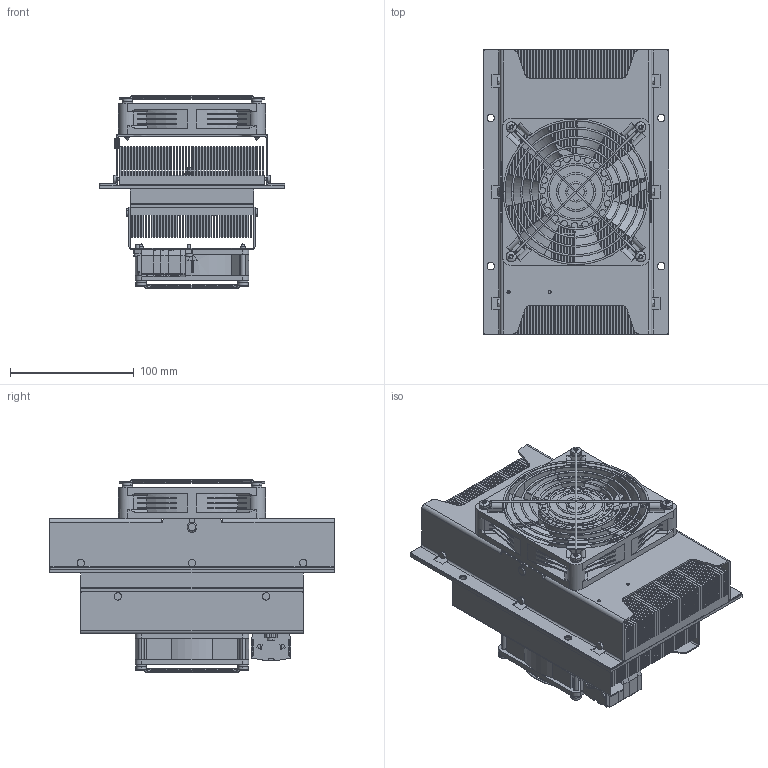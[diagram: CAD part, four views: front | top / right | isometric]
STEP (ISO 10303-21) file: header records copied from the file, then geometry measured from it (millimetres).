
FILE_DESCRIPTION (( 'STEP AP203' ), '1' );
FILE_NAME ('SAA-110-24-22-00-00.STEP', '2019-05-17T11:43:14', ( 'laird' ), ( 'laird' ), 'SwSTEP 2.0', 'SolidWorks 2016', '' );
FILE_SCHEMA (( 'CONFIG_CONTROL_DESIGN' ));
Products named in the file (2): SAA-110-24-22-00-00
Bounding box: 150 x 230 x 155.68 mm (x, y, z)
Volume: 1556378.1 mm3; surface area: 1208628.2 mm2
Topology: 32 solids, 32 shells, 3101 faces, 8547 edges, 5527 vertices
Faces by surface type: plane 1881, cylinder 899, bspline 158, torus 98, cone 65
Entity records: 107300 total; most frequent: CARTESIAN_POINT 28308, ORIENTED_EDGE 17046, DIRECTION 15811, EDGE_CURVE 8523, VERTEX_POINT 5527, VECTOR 5421, LINE 5421, AXIS2_PLACEMENT_3D 5195
